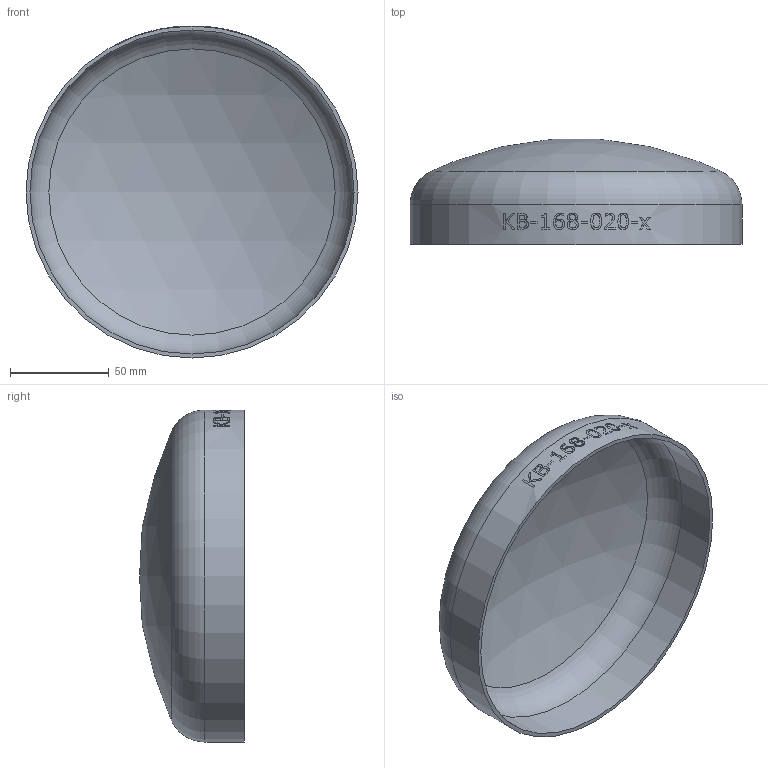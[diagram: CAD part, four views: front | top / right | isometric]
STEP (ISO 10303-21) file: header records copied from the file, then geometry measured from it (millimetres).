
FILE_DESCRIPTION (( 'STEP AP214' ), '1' );
FILE_NAME ('KB-168-020-x Klöpperboden 2003.STEP', '2020-03-26T13:00:28', ( '' ), ( '' ), 'SwSTEP 2.0', 'SolidWorks 2016', '' );
FILE_SCHEMA (( 'AUTOMOTIVE_DESIGN' ));
Length unit declared in the file: millimetre
Products named in the file (1): KB-168-020-x Klöpperboden 2003
Bounding box: 168.3 x 53.17 x 168.3 mm (x, y, z)
Volume: 76062.7 mm3; surface area: 77246.3 mm2
Topology: 1 solids, 1 shells, 177 faces, 463 edges, 308 vertices
Faces by surface type: bspline 98, plane 54, cylinder 21, torus 2, sphere 2
Full cylindrical faces by diameter (mm): 164.3 x1, 168.3 x1
Entity records: 25711 total; most frequent: CARTESIAN_POINT 20380, ORIENTED_EDGE 918, EDGE_CURVE 459, DIRECTION 372, B_SPLINE_CURVE_WITH_KNOTS 311, VERTEX_POINT 308, EDGE_LOOP 201, FACE_OUTER_BOUND 181
